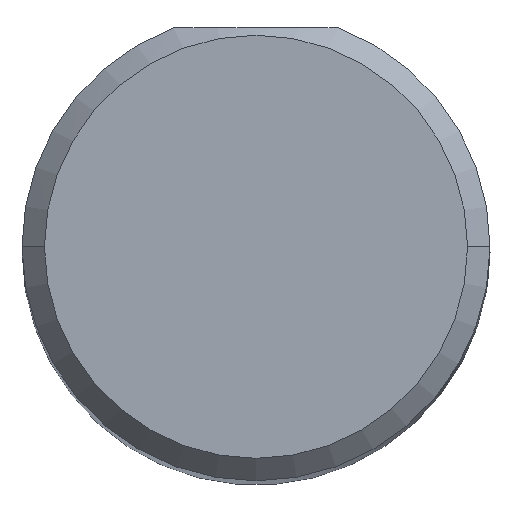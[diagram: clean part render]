
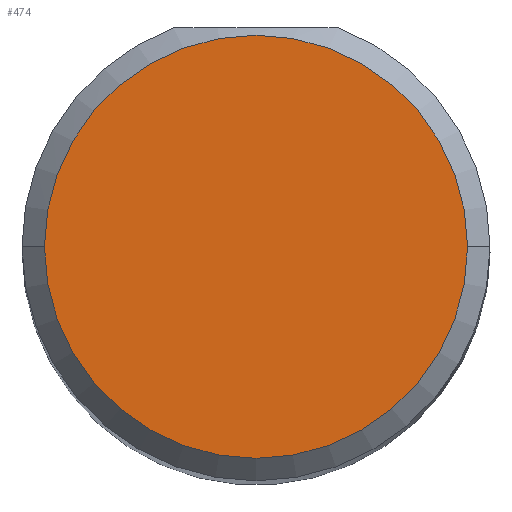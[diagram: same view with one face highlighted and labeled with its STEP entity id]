
A CAD part, top view. The second image highlights one B-rep face of the part: STEP entity #474.
In plain terms, the highlighted planar face has unit normal (0, 0, 1).
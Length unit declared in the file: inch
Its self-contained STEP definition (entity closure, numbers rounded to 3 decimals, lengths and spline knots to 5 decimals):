
#11 = FACE_OUTER_BOUND ( 'NONE', #239, .T. ) ;
#89 = ORIENTED_EDGE ( 'NONE', *, *, #426, .T. ) ;
#107 = DIRECTION ( 'NONE',  ( 1., 0., 0. ) ) ;
#143 = CARTESIAN_POINT ( 'NONE',  ( -0.14125, 0., 2.5 ) ) ;
#144 = CIRCLE ( 'NONE', #455, 0.14125 ) ;
#163 = CARTESIAN_POINT ( 'NONE',  ( 0.14125, 0., 2.5 ) ) ;
#165 = VERTEX_POINT ( 'NONE', #163 ) ;
#166 = AXIS2_PLACEMENT_3D ( 'NONE', #523, #237, #107 ) ;
#167 = CIRCLE ( 'NONE', #288, 0.14125 ) ;
#187 = DIRECTION ( 'NONE',  ( 1., 0., 0. ) ) ;
#218 = DIRECTION ( 'NONE',  ( 0., 0., 1. ) ) ;
#237 = DIRECTION ( 'NONE',  ( 0., 0., 1. ) ) ;
#239 = EDGE_LOOP ( 'NONE', ( #89, #445 ) ) ;
#288 = AXIS2_PLACEMENT_3D ( 'NONE', #312, #310, #342 ) ;
#310 = DIRECTION ( 'NONE',  ( 0., 0., 1. ) ) ;
#312 = CARTESIAN_POINT ( 'NONE',  ( 0., 0., 2.5 ) ) ;
#342 = DIRECTION ( 'NONE',  ( 1., 0., 0. ) ) ;
#394 = EDGE_CURVE ( 'NONE', #165, #450, #144, .T. ) ;
#426 = EDGE_CURVE ( 'NONE', #450, #165, #167, .T. ) ;
#445 = ORIENTED_EDGE ( 'NONE', *, *, #394, .T. ) ;
#450 = VERTEX_POINT ( 'NONE', #143 ) ;
#455 = AXIS2_PLACEMENT_3D ( 'NONE', #513, #218, #187 ) ;
#474 = ADVANCED_FACE ( 'NONE', ( #11 ), #507, .T. ) ;
#507 = PLANE ( 'NONE',  #166 ) ;
#513 = CARTESIAN_POINT ( 'NONE',  ( 0., 0., 2.5 ) ) ;
#523 = CARTESIAN_POINT ( 'NONE',  ( 0., 0., 2.5 ) ) ;
